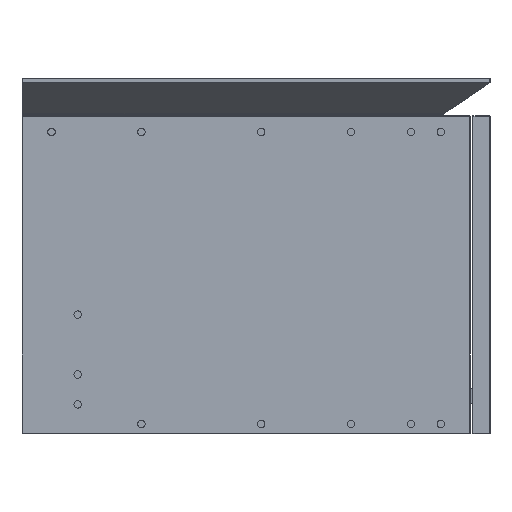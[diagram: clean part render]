
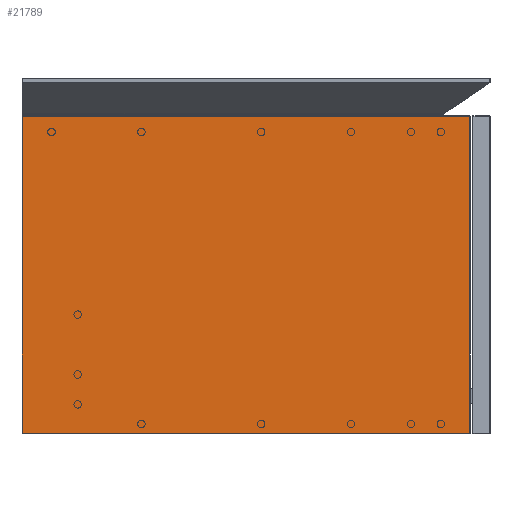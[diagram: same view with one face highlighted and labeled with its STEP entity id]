
A CAD part, left-side view. The second image highlights one B-rep face of the part: STEP entity #21789.
In plain terms, the highlighted planar face has unit normal (-1, 0, 0).
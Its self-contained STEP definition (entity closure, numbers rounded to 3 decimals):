
#20493=CARTESIAN_POINT('',(-2184.96,5428.953,-0.8));
#20494=VERTEX_POINT('',#20493);
#20501=CARTESIAN_POINT('',(-2184.96,4951.084,-0.8));
#20502=VERTEX_POINT('',#20501);
#20503=CARTESIAN_POINT('',(-2184.96,5428.953,-0.8));
#20504=DIRECTION('',(0.0,-1.0,0.0));
#20505=VECTOR('',#20504,477.869);
#20506=LINE('',#20503,#20505);
#20507=EDGE_CURVE('',#20494,#20502,#20506,.T.);
#20523=CARTESIAN_POINT('',(-2184.96,4951.084,-339.2));
#20524=VERTEX_POINT('',#20523);
#20525=CARTESIAN_POINT('',(-2184.96,5428.953,-339.2));
#20526=VERTEX_POINT('',#20525);
#20527=CARTESIAN_POINT('',(-2184.96,4951.084,-339.2));
#20528=DIRECTION('',(0.0,1.0,0.0));
#20529=VECTOR('',#20528,477.869);
#20530=LINE('',#20527,#20529);
#20531=EDGE_CURVE('',#20524,#20526,#20530,.T.);
#20563=CARTESIAN_POINT('',(-2184.96,4950.753,-338.869));
#20564=VERTEX_POINT('',#20563);
#20565=CARTESIAN_POINT('',(-2184.96,4950.753,-338.869));
#20566=DIRECTION('',(0.0,0.707,-0.707));
#20567=VECTOR('',#20566,0.469);
#20568=LINE('',#20565,#20567);
#20569=EDGE_CURVE('',#20564,#20524,#20568,.T.);
#20594=CARTESIAN_POINT('',(-2184.96,4950.753,-1.131));
#20595=VERTEX_POINT('',#20594);
#20596=CARTESIAN_POINT('',(-2184.96,4950.753,-1.131));
#20597=DIRECTION('',(0.0,0.0,-1.0));
#20598=VECTOR('',#20597,337.737);
#20599=LINE('',#20596,#20598);
#20600=EDGE_CURVE('',#20595,#20564,#20599,.T.);
#20625=CARTESIAN_POINT('',(-2184.96,4951.084,-0.8));
#20626=DIRECTION('',(0.0,-0.707,-0.707));
#20627=VECTOR('',#20626,0.469);
#20628=LINE('',#20625,#20627);
#20629=EDGE_CURVE('',#20502,#20595,#20628,.T.);
#20783=CARTESIAN_POINT('',(-2184.96,5428.953,-339.2));
#20784=DIRECTION('',(0.0,0.0,1.0));
#20785=VECTOR('',#20784,338.4);
#20786=LINE('',#20783,#20785);
#20787=EDGE_CURVE('',#20526,#20494,#20786,.T.);
#21776=CARTESIAN_POINT('',(-2184.96,5189.853,-0.799));
#21777=DIRECTION('',(-1.0,0.0,0.0));
#21778=DIRECTION('',(0.0,0.0,1.0));
#21779=AXIS2_PLACEMENT_3D('',#21776,#21777,#21778);
#21780=PLANE('',#21779);
#21781=ORIENTED_EDGE('',*,*,#20507,.F.);
#21782=ORIENTED_EDGE('',*,*,#20787,.F.);
#21783=ORIENTED_EDGE('',*,*,#20531,.F.);
#21784=ORIENTED_EDGE('',*,*,#20569,.F.);
#21785=ORIENTED_EDGE('',*,*,#20600,.F.);
#21786=ORIENTED_EDGE('',*,*,#20629,.F.);
#21787=EDGE_LOOP('',(#21781,#21782,#21783,#21784,#21785,#21786));
#21788=FACE_OUTER_BOUND('',#21787,.T.);
#21789=ADVANCED_FACE('',(#21788),#21780,.T.);
